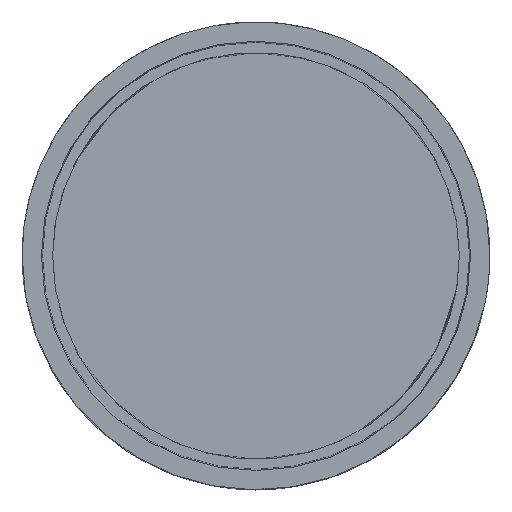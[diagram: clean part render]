
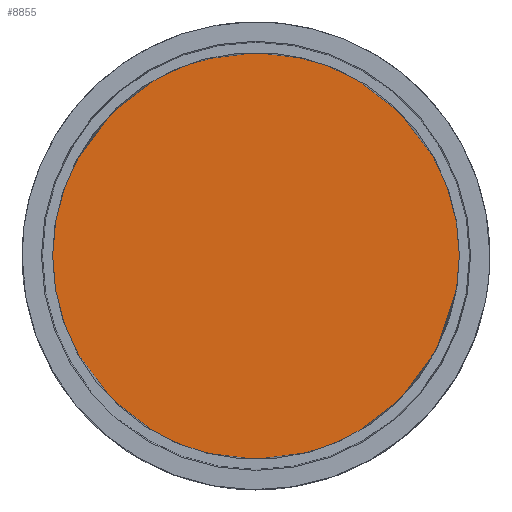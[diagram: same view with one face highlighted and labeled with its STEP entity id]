
A CAD part, top view. The second image highlights one B-rep face of the part: STEP entity #8855.
In plain terms, the highlighted planar face has unit normal (0, 0, 1).
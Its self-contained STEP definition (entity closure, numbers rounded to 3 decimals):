
#611 = EDGE_LOOP ( 'NONE', ( #6603, #14158 ) ) ;
#1281 = DIRECTION ( 'NONE',  ( 1., 0., 0. ) ) ;
#2791 = VERTEX_POINT ( 'NONE', #7776 ) ;
#3184 = DIRECTION ( 'NONE',  ( 1., 0., 0. ) ) ;
#3585 = AXIS2_PLACEMENT_3D ( 'NONE', #4446, #11323, #1281 ) ;
#4446 = CARTESIAN_POINT ( 'NONE',  ( 0., 0., 0. ) ) ;
#6603 = ORIENTED_EDGE ( 'NONE', *, *, #16193, .T. ) ;
#7072 = CIRCLE ( 'NONE', #15787, 1000. ) ;
#7776 = CARTESIAN_POINT ( 'NONE',  ( -1000., 0., 0. ) ) ;
#8855 = ADVANCED_FACE ( 'NONE', ( #13439 ), #9837, .T. ) ;
#9837 = PLANE ( 'NONE',  #18568 ) ;
#10180 = VERTEX_POINT ( 'NONE', #18227 ) ;
#10222 = CIRCLE ( 'NONE', #3585, 1000. ) ;
#11323 = DIRECTION ( 'NONE',  ( 0., 0., 1. ) ) ;
#13439 = FACE_OUTER_BOUND ( 'NONE', #611, .T. ) ;
#14158 = ORIENTED_EDGE ( 'NONE', *, *, #14592, .T. ) ;
#14592 = EDGE_CURVE ( 'NONE', #2791, #10180, #7072, .T. ) ;
#15787 = AXIS2_PLACEMENT_3D ( 'NONE', #18131, #16831, #3184 ) ;
#16193 = EDGE_CURVE ( 'NONE', #10180, #2791, #10222, .T. ) ;
#16831 = DIRECTION ( 'NONE',  ( 0., 0., 1. ) ) ;
#18131 = CARTESIAN_POINT ( 'NONE',  ( 0., 0., 0. ) ) ;
#18227 = CARTESIAN_POINT ( 'NONE',  ( 1000., 0., 0. ) ) ;
#18568 = AXIS2_PLACEMENT_3D ( 'NONE', #21286, #19645, #21394 ) ;
#19645 = DIRECTION ( 'NONE',  ( 0., 0., 1. ) ) ;
#21286 = CARTESIAN_POINT ( 'NONE',  ( 0., 0., 0. ) ) ;
#21394 = DIRECTION ( 'NONE',  ( 1., 0., 0. ) ) ;
